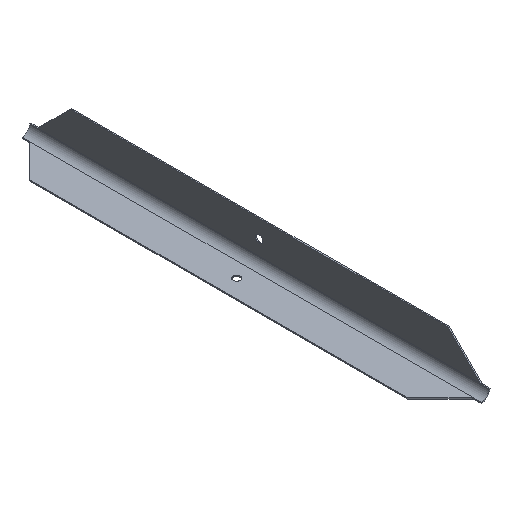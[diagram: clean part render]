
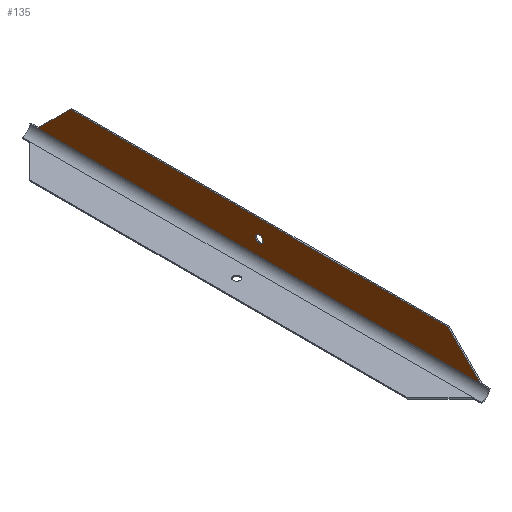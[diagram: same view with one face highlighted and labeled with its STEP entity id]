
A CAD part, isometric view. The second image highlights one B-rep face of the part: STEP entity #135.
In plain terms, the highlighted planar face has unit normal (-1, 0, 0).
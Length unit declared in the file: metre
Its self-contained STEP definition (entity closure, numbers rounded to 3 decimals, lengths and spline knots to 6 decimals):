
#24 = EDGE_CURVE ( 'NONE', #140, #342, #30, .T. ) ;
#30 = CIRCLE ( 'NONE', #505, 0.005 ) ;
#33 = VERTEX_POINT ( 'NONE', #367 ) ;
#34 = ORIENTED_EDGE ( 'NONE', *, *, #524, .T. ) ;
#42 = CARTESIAN_POINT ( 'NONE',  ( 0., 0., -0.0245 ) ) ;
#55 = AXIS2_PLACEMENT_3D ( 'NONE', #42, #618, #459 ) ;
#69 = EDGE_LOOP ( 'NONE', ( #186, #490, #95, #376 ) ) ;
#71 = LINE ( 'NONE', #638, #194 ) ;
#74 = CARTESIAN_POINT ( 'NONE',  ( 0., -0.1275, 0.1275 ) ) ;
#76 = VECTOR ( 'NONE', #429, 1. ) ;
#95 = ORIENTED_EDGE ( 'NONE', *, *, #304, .F. ) ;
#102 = CARTESIAN_POINT ( 'NONE',  ( 0., 0., -0.0245 ) ) ;
#121 = DIRECTION ( 'NONE',  ( 0., 0., -1. ) ) ;
#123 = LINE ( 'NONE', #74, #281 ) ;
#125 = LINE ( 'NONE', #331, #76 ) ;
#135 = ADVANCED_FACE ( 'NONE', ( #616, #374 ), #167, .F. ) ;
#140 = VERTEX_POINT ( 'NONE', #208 ) ;
#167 = PLANE ( 'NONE',  #234 ) ;
#170 = ORIENTED_EDGE ( 'NONE', *, *, #24, .T. ) ;
#186 = ORIENTED_EDGE ( 'NONE', *, *, #337, .F. ) ;
#194 = VECTOR ( 'NONE', #226, 1. ) ;
#206 = DIRECTION ( 'NONE',  ( 0., -0.707, 0.707 ) ) ;
#208 = CARTESIAN_POINT ( 'NONE',  ( 0., 0., -0.0195 ) ) ;
#220 = CIRCLE ( 'NONE', #55, 0.005 ) ;
#226 = DIRECTION ( 'NONE',  ( 0., -1., 0. ) ) ;
#234 = AXIS2_PLACEMENT_3D ( 'NONE', #358, #301, #312 ) ;
#238 = EDGE_CURVE ( 'NONE', #323, #33, #125, .T. ) ;
#240 = EDGE_CURVE ( 'NONE', #637, #392, #71, .T. ) ;
#280 = DIRECTION ( 'NONE',  ( 0., -0.707, -0.707 ) ) ;
#281 = VECTOR ( 'NONE', #280, 1. ) ;
#283 = LINE ( 'NONE', #485, #297 ) ;
#296 = DIRECTION ( 'NONE',  ( 1., 0., 0. ) ) ;
#297 = VECTOR ( 'NONE', #206, 1. ) ;
#301 = DIRECTION ( 'NONE',  ( 1., 0., 0. ) ) ;
#304 = EDGE_CURVE ( 'NONE', #323, #392, #123, .T. ) ;
#312 = DIRECTION ( 'NONE',  ( 0., 0., -1. ) ) ;
#323 = VERTEX_POINT ( 'NONE', #633 ) ;
#328 = CARTESIAN_POINT ( 'NONE',  ( 0., -0.2995, -0.0445 ) ) ;
#331 = CARTESIAN_POINT ( 'NONE',  ( 0., 0., 0. ) ) ;
#337 = EDGE_CURVE ( 'NONE', #637, #33, #283, .T. ) ;
#341 = CARTESIAN_POINT ( 'NONE',  ( 0., 0.2995, -0.0445 ) ) ;
#342 = VERTEX_POINT ( 'NONE', #363 ) ;
#358 = CARTESIAN_POINT ( 'NONE',  ( 0., 0., 0. ) ) ;
#363 = CARTESIAN_POINT ( 'NONE',  ( 0., 0., -0.0295 ) ) ;
#367 = CARTESIAN_POINT ( 'NONE',  ( 0., 0.255, 0. ) ) ;
#374 = FACE_OUTER_BOUND ( 'NONE', #69, .T. ) ;
#376 = ORIENTED_EDGE ( 'NONE', *, *, #238, .T. ) ;
#392 = VERTEX_POINT ( 'NONE', #328 ) ;
#399 = EDGE_LOOP ( 'NONE', ( #34, #170 ) ) ;
#429 = DIRECTION ( 'NONE',  ( 0., 1., 0. ) ) ;
#459 = DIRECTION ( 'NONE',  ( 0., 0., -1. ) ) ;
#485 = CARTESIAN_POINT ( 'NONE',  ( 0., 0.1275, 0.1275 ) ) ;
#490 = ORIENTED_EDGE ( 'NONE', *, *, #240, .T. ) ;
#505 = AXIS2_PLACEMENT_3D ( 'NONE', #102, #296, #121 ) ;
#524 = EDGE_CURVE ( 'NONE', #342, #140, #220, .T. ) ;
#616 = FACE_BOUND ( 'NONE', #399, .T. ) ;
#618 = DIRECTION ( 'NONE',  ( 1., 0., 0. ) ) ;
#633 = CARTESIAN_POINT ( 'NONE',  ( 0., -0.255, 0. ) ) ;
#637 = VERTEX_POINT ( 'NONE', #341 ) ;
#638 = CARTESIAN_POINT ( 'NONE',  ( 0., 0.31, -0.0445 ) ) ;
